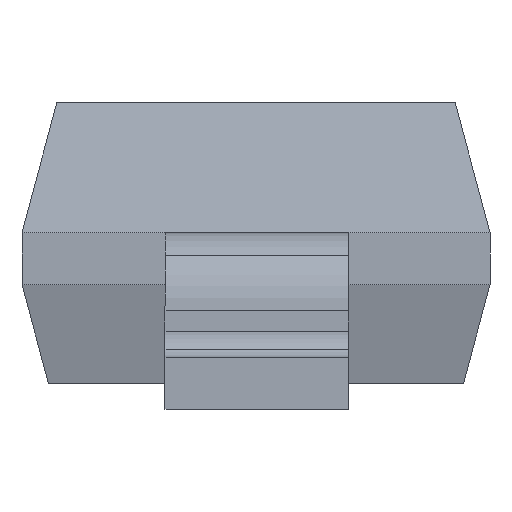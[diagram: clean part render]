
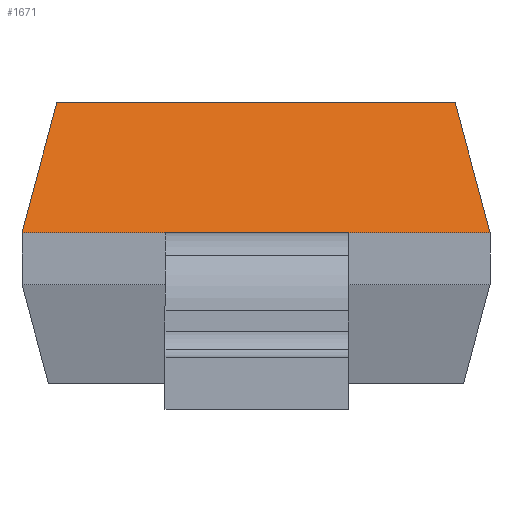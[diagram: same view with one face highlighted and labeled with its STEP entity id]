
A CAD part, left-side view. The second image highlights one B-rep face of the part: STEP entity #1671.
In plain terms, the highlighted planar face has unit normal (-0.966, 0, 0.259).
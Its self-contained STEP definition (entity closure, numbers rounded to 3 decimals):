
#1535=CARTESIAN_POINT('',(-1.216,0.769,1.18));
#1536=VERTEX_POINT('',#1535);
#1537=CARTESIAN_POINT('',(-1.216,-0.764,1.18));
#1538=VERTEX_POINT('',#1537);
#1539=CARTESIAN_POINT('',(-1.216,0.769,1.18));
#1540=DIRECTION('',(0.0,-1.0,0.0));
#1541=VECTOR('',#1540,1.532);
#1542=LINE('',#1539,#1541);
#1543=EDGE_CURVE('',#1536,#1538,#1542,.T.);
#1583=CARTESIAN_POINT('',(-1.35,0.903,0.68));
#1584=VERTEX_POINT('',#1583);
#1591=CARTESIAN_POINT('',(-1.216,0.769,1.18));
#1592=DIRECTION('',(-0.251,0.251,-0.935));
#1593=VECTOR('',#1592,0.535);
#1594=LINE('',#1591,#1593);
#1595=EDGE_CURVE('',#1536,#1584,#1594,.T.);
#1636=CARTESIAN_POINT('',(-1.35,-0.898,0.68));
#1637=VERTEX_POINT('',#1636);
#1646=CARTESIAN_POINT('',(-1.216,-0.764,1.18));
#1647=DIRECTION('',(-0.251,-0.251,-0.935));
#1648=VECTOR('',#1647,0.535);
#1649=LINE('',#1646,#1648);
#1650=EDGE_CURVE('',#1538,#1637,#1649,.T.);
#1655=CARTESIAN_POINT('',(-1.184,0.993,1.3));
#1656=DIRECTION('',(-0.966,0.,0.259));
#1657=DIRECTION('',(0.0,-1.0,0.0));
#1658=AXIS2_PLACEMENT_3D('',#1655,#1656,#1657);
#1659=PLANE('',#1658);
#1660=CARTESIAN_POINT('',(-1.35,-0.898,0.68));
#1661=DIRECTION('',(0.0,1.0,0.0));
#1662=VECTOR('',#1661,1.8);
#1663=LINE('',#1660,#1662);
#1664=EDGE_CURVE('',#1637,#1584,#1663,.T.);
#1665=ORIENTED_EDGE('',*,*,#1664,.F.);
#1666=ORIENTED_EDGE('',*,*,#1650,.F.);
#1667=ORIENTED_EDGE('',*,*,#1543,.F.);
#1668=ORIENTED_EDGE('',*,*,#1595,.T.);
#1669=EDGE_LOOP('',(#1665,#1666,#1667,#1668));
#1670=FACE_OUTER_BOUND('',#1669,.T.);
#1671=ADVANCED_FACE('',(#1670),#1659,.T.);
